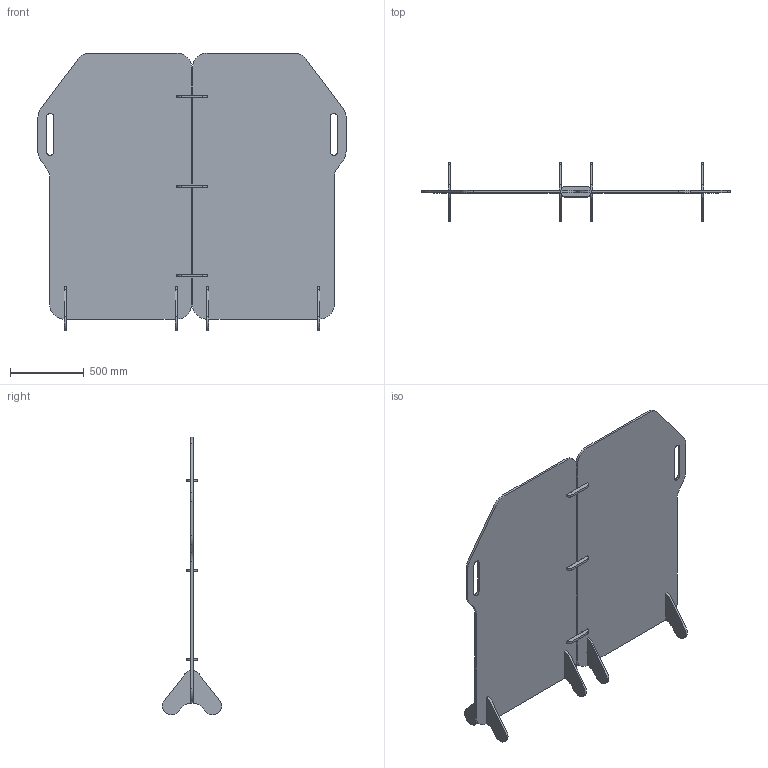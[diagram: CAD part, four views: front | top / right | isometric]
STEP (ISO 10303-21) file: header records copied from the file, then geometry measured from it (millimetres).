
FILE_DESCRIPTION(/* description */ (''),/* implementation_level */ '2;1');
FILE_NAME(/* name */ 'BESTO-~1',/* time_stamp */ '2020-05-15T14:54:54-04:00',/* author */ (''),/* organization */ (''),/* preprocessor_version */ 'ST-DEVELOPER v16.5',/* originating_system */ '',/* authorisation */ '');
FILE_SCHEMA (('AUTOMOTIVE_DESIGN'));
Length unit declared in the file: millimetre
Products named in the file (1): Document
Bounding box: 2085 x 399.99 x 1879.3 mm (x, y, z)
Volume: 56339575.3 mm3; surface area: 7735850.3 mm2
Topology: 9 solids, 9 shells, 228 faces, 630 edges, 420 vertices
Faces by surface type: bspline 210, plane 18
Entity records: 7061 total; most frequent: CARTESIAN_POINT 3956, ORIENTED_EDGE 1260, EDGE_CURVE 630, VERTEX_POINT 420, EDGE_LOOP 232, ADVANCED_FACE 228, FACE_OUTER_BOUND 228, DIRECTION 22
